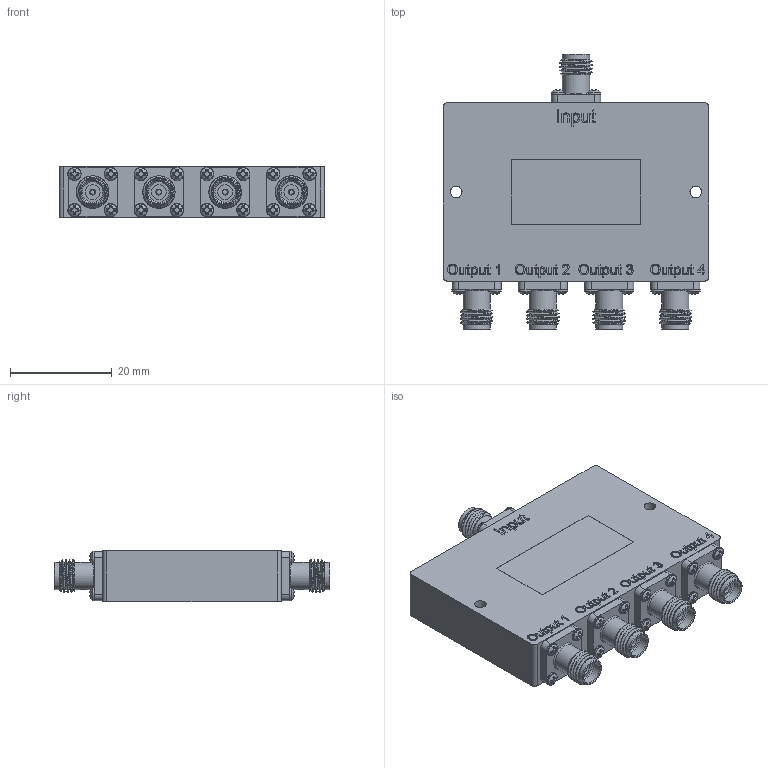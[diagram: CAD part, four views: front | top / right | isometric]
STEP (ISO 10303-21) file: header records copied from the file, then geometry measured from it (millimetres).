
FILE_DESCRIPTION (( 'STEP AP203' ), '1' );
FILE_NAME ('FMDV1068_3D.step', '2022-02-22T17:19:00', ( '' ), ( '' ), 'SwSTEP 2.0', 'SolidWorks 2021', '' );
FILE_SCHEMA (( 'CONFIG_CONTROL_DESIGN' ));
Products named in the file (1): FMDV1068_3D
Bounding box: 52 x 54.05 x 10.03 mm (x, y, z)
Volume: 19561.4 mm3; surface area: 7588.1 mm2
Topology: 1 solids, 23 shells, 1234 faces, 3205 edges, 2129 vertices
Faces by surface type: plane 764, bspline 247, cylinder 113, cone 105, torus 5
Full cylindrical faces by diameter (mm): 0.914 x5, 1.092 x20, 1.168 x5, 1.27 x2, 2.286 x2, 2.591 x20, 2.92 x5, 4.521 x5, 5.08 x5, 5.334 x10
Entity records: 54981 total; most frequent: CARTESIAN_POINT 28122, ORIENTED_EDGE 6028, DIRECTION 4317, EDGE_CURVE 3014, VERTEX_POINT 2057, LINE 1609, VECTOR 1609, EDGE_LOOP 1473
